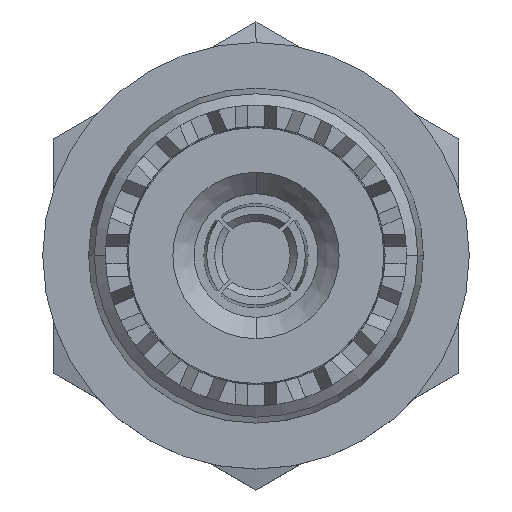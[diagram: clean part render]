
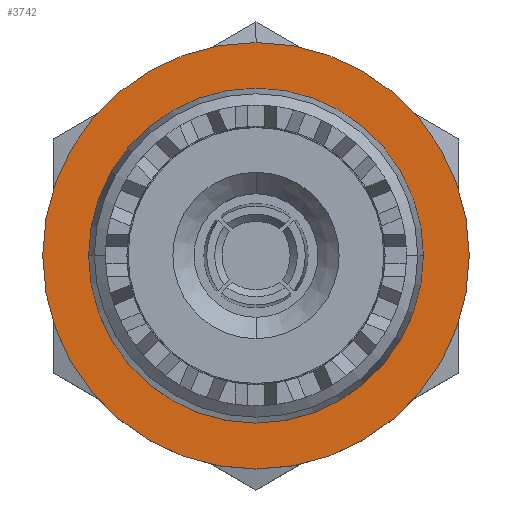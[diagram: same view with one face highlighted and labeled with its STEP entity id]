
A CAD part, top view. The second image highlights one B-rep face of the part: STEP entity #3742.
In plain terms, the highlighted planar face has unit normal (0, 0, 1).
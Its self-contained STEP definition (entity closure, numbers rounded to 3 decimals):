
#25 = FACE_OUTER_BOUND ( 'NONE', #2580, .T. ) ;
#287 = VERTEX_POINT ( 'NONE', #7540 ) ;
#740 = CIRCLE ( 'NONE', #7256, 7.2 ) ;
#774 = DIRECTION ( 'NONE',  ( 1., 0., 0. ) ) ;
#942 = EDGE_CURVE ( 'NONE', #5190, #7662, #740, .T. ) ;
#1022 = CIRCLE ( 'NONE', #8860, 10. ) ;
#1457 = CARTESIAN_POINT ( 'NONE',  ( -7.2, 0., -10. ) ) ;
#2139 = ORIENTED_EDGE ( 'NONE', *, *, #942, .F. ) ;
#2580 = EDGE_LOOP ( 'NONE', ( #4448, #4009 ) ) ;
#3414 = DIRECTION ( 'NONE',  ( 0., 0., 1. ) ) ;
#3611 = DIRECTION ( 'NONE',  ( 0., 0., 1. ) ) ;
#3742 = ADVANCED_FACE ( 'NONE', ( #6290, #25 ), #4358, .F. ) ;
#3770 = AXIS2_PLACEMENT_3D ( 'NONE', #6257, #7630, #8316 ) ;
#3775 = DIRECTION ( 'NONE',  ( 0., 0., 1. ) ) ;
#3818 = ORIENTED_EDGE ( 'NONE', *, *, #5555, .F. ) ;
#4009 = ORIENTED_EDGE ( 'NONE', *, *, #5602, .T. ) ;
#4140 = CIRCLE ( 'NONE', #5764, 7.2 ) ;
#4162 = EDGE_LOOP ( 'NONE', ( #3818, #2139 ) ) ;
#4259 = DIRECTION ( 'NONE',  ( 0., 0., 1. ) ) ;
#4358 = PLANE ( 'NONE',  #3770 ) ;
#4448 = ORIENTED_EDGE ( 'NONE', *, *, #7250, .T. ) ;
#4464 = DIRECTION ( 'NONE',  ( 1., 0., 0. ) ) ;
#4837 = AXIS2_PLACEMENT_3D ( 'NONE', #6543, #3775, #4464 ) ;
#4845 = CARTESIAN_POINT ( 'NONE',  ( 7.2, 0., -10. ) ) ;
#4895 = DIRECTION ( 'NONE',  ( 1., 0., 0. ) ) ;
#5190 = VERTEX_POINT ( 'NONE', #1457 ) ;
#5442 = DIRECTION ( 'NONE',  ( 1., 0., 0. ) ) ;
#5531 = CARTESIAN_POINT ( 'NONE',  ( 10., 0., -10. ) ) ;
#5555 = EDGE_CURVE ( 'NONE', #7662, #5190, #4140, .T. ) ;
#5602 = EDGE_CURVE ( 'NONE', #287, #5604, #1022, .T. ) ;
#5604 = VERTEX_POINT ( 'NONE', #5531 ) ;
#5764 = AXIS2_PLACEMENT_3D ( 'NONE', #8332, #3611, #4895 ) ;
#6244 = CARTESIAN_POINT ( 'NONE',  ( 0., 0., -10. ) ) ;
#6257 = CARTESIAN_POINT ( 'NONE',  ( 0., 7.2, -10. ) ) ;
#6290 = FACE_BOUND ( 'NONE', #4162, .T. ) ;
#6543 = CARTESIAN_POINT ( 'NONE',  ( 0., 0., -10. ) ) ;
#6805 = CARTESIAN_POINT ( 'NONE',  ( 0., 0., -10. ) ) ;
#7250 = EDGE_CURVE ( 'NONE', #5604, #287, #7914, .T. ) ;
#7256 = AXIS2_PLACEMENT_3D ( 'NONE', #6805, #3414, #5442 ) ;
#7540 = CARTESIAN_POINT ( 'NONE',  ( -10., 0., -10. ) ) ;
#7630 = DIRECTION ( 'NONE',  ( 0., 0., -1. ) ) ;
#7662 = VERTEX_POINT ( 'NONE', #4845 ) ;
#7914 = CIRCLE ( 'NONE', #4837, 10. ) ;
#8316 = DIRECTION ( 'NONE',  ( -1., 0., 0. ) ) ;
#8332 = CARTESIAN_POINT ( 'NONE',  ( 0., 0., -10. ) ) ;
#8860 = AXIS2_PLACEMENT_3D ( 'NONE', #6244, #4259, #774 ) ;
